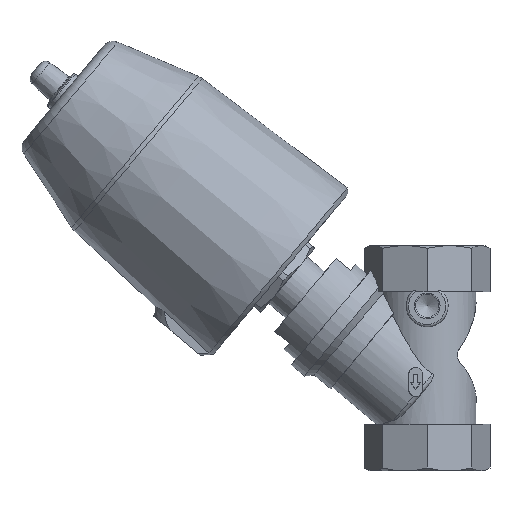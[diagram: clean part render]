
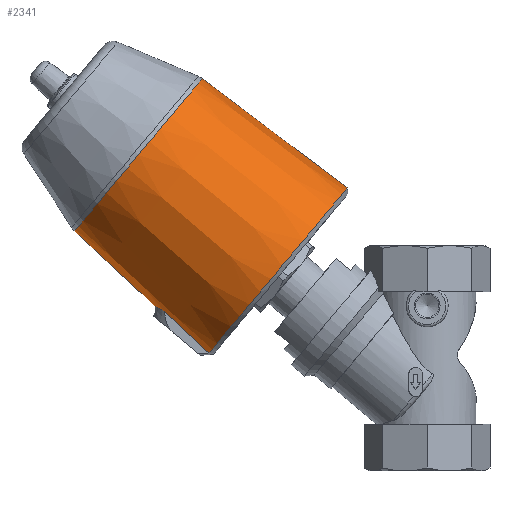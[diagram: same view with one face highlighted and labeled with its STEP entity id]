
A CAD part, left-side view. The second image highlights one B-rep face of the part: STEP entity #2341.
In plain terms, the highlighted conical face has half-angle 3 degrees and reference radius 42.811 mm.
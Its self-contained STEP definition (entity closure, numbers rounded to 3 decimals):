
#40=CONICAL_SURFACE('',#2601,42.811,0.052);
#473=B_SPLINE_CURVE_WITH_KNOTS('',3,(#4014,#4015,#4016,#4017,#4018,#4019,
#4020,#4021,#4022),.UNSPECIFIED.,.F.,.F.,(4,1,1,1,1,1,4),(0.,
0.003,0.006,0.011,0.017,
0.02,0.023),.UNSPECIFIED.);
#475=B_SPLINE_CURVE_WITH_KNOTS('',3,(#4034,#4035,#4036,#4037),
 .UNSPECIFIED.,.F.,.F.,(4,4),(0.001,0.028),
 .UNSPECIFIED.);
#476=B_SPLINE_CURVE_WITH_KNOTS('',3,(#4050,#4051,#4052,#4053),
 .UNSPECIFIED.,.F.,.F.,(4,4),(0.002,0.028),
 .UNSPECIFIED.);
#480=B_SPLINE_CURVE_WITH_KNOTS('',3,(#4105,#4106,#4107,#4108,#4109,#4110,
#4111,#4112,#4113,#4114,#4115,#4116,#4117,#4118,#4119,#4120,#4121,#4122,
#4123,#4124,#4125,#4126,#4127,#4128,#4129,#4130,#4131,#4132,#4133,#4134,
#4135,#4136,#4137,#4138,#4139,#4140,#4141,#4142,#4143,#4144,#4145,#4146,
#4147,#4148,#4149,#4150,#4151,#4152,#4153,#4154,#4155,#4156),
 .UNSPECIFIED.,.F.,.F.,(4,1,1,1,1,1,1,1,1,1,1,1,1,1,1,1,1,1,1,1,1,1,1,1,
1,1,1,1,1,1,1,1,1,1,1,1,1,1,1,1,1,1,1,1,1,1,1,1,1,4),(0.157,
0.166,0.17,0.174,0.183,
0.191,0.2,0.209,0.217,
0.221,0.226,0.23,0.234,
0.239,0.243,0.247,0.251,
0.256,0.26,0.264,0.269,
0.277,0.286,0.294,0.298,
0.303,0.307,0.311,0.32,
0.328,0.337,0.341,0.346,
0.35,0.354,0.358,0.363,0.367,
0.371,0.376,0.38,0.384,
0.388,0.393,0.397,0.401,
0.406,0.414,0.423,0.431),
 .UNSPECIFIED.);
#773=ORIENTED_EDGE('',*,*,#1348,.T.);
#774=ORIENTED_EDGE('',*,*,#1352,.T.);
#775=ORIENTED_EDGE('',*,*,#1380,.T.);
#776=ORIENTED_EDGE('',*,*,#1359,.F.);
#777=ORIENTED_EDGE('',*,*,#1392,.T.);
#1348=EDGE_CURVE('',#1663,#1665,#473,.T.);
#1352=EDGE_CURVE('',#1665,#1669,#475,.T.);
#1359=EDGE_CURVE('',#1663,#1675,#476,.T.);
#1380=EDGE_CURVE('',#1669,#1675,#480,.T.);
#1392=EDGE_CURVE('',#1695,#1695,#1854,.T.);
#1663=VERTEX_POINT('',#4005);
#1665=VERTEX_POINT('',#4013);
#1669=VERTEX_POINT('',#4033);
#1675=VERTEX_POINT('',#4054);
#1695=VERTEX_POINT('',#4194);
#1854=CIRCLE('',#2600,42.811);
#1948=EDGE_LOOP('',(#773,#774,#775,#776));
#1949=EDGE_LOOP('',(#777));
#2140=FACE_BOUND('',#1948,.T.);
#2141=FACE_BOUND('',#1949,.T.);
#2341=ADVANCED_FACE('',(#2140,#2141),#40,.T.);
#2600=AXIS2_PLACEMENT_3D('',#4193,#3062,#3063);
#2601=AXIS2_PLACEMENT_3D('',#4195,#3064,#3065);
#3062=DIRECTION('',(0.643,-0.766,0.));
#3063=DIRECTION('',(0.766,0.643,0.));
#3064=DIRECTION('',(0.643,-0.766,0.));
#3065=DIRECTION('',(0.766,0.643,0.));
#4005=CARTESIAN_POINT('',(-68.625,113.08,10.));
#4013=CARTESIAN_POINT('',(-68.625,113.08,-10.));
#4014=CARTESIAN_POINT('',(-68.625,113.08,10.));
#4015=CARTESIAN_POINT('',(-69.003,113.69,9.376));
#4016=CARTESIAN_POINT('',(-69.638,114.786,7.991));
#4017=CARTESIAN_POINT('',(-70.529,116.479,4.692));
#4018=CARTESIAN_POINT('',(-70.944,117.376,-0.006));
#4019=CARTESIAN_POINT('',(-70.526,116.473,-4.709));
#4020=CARTESIAN_POINT('',(-69.635,114.78,-7.997));
#4021=CARTESIAN_POINT('',(-69.003,113.69,-9.375));
#4022=CARTESIAN_POINT('',(-68.625,113.08,-10.));
#4033=CARTESIAN_POINT('',(-50.755,93.966,-10.));
#4034=CARTESIAN_POINT('',(-68.625,113.08,-10.));
#4035=CARTESIAN_POINT('',(-62.668,106.708,-10.));
#4036=CARTESIAN_POINT('',(-56.711,100.337,-10.));
#4037=CARTESIAN_POINT('',(-50.755,93.966,-10.));
#4050=CARTESIAN_POINT('',(-68.625,113.08,10.));
#4051=CARTESIAN_POINT('',(-62.668,106.708,10.));
#4052=CARTESIAN_POINT('',(-56.711,100.337,10.));
#4053=CARTESIAN_POINT('',(-50.755,93.966,10.));
#4054=CARTESIAN_POINT('',(-50.755,93.966,10.));
#4105=CARTESIAN_POINT('',(-50.755,93.966,-10.));
#4106=CARTESIAN_POINT('',(-51.225,93.571,-12.81));
#4107=CARTESIAN_POINT('',(-52.215,92.741,-16.886));
#4108=CARTESIAN_POINT('',(-54.087,91.17,-22.045));
#4109=CARTESIAN_POINT('',(-56.347,89.273,-27.022));
#4110=CARTESIAN_POINT('',(-59.731,86.434,-32.577));
#4111=CARTESIAN_POINT('',(-64.758,82.216,-38.287));
#4112=CARTESIAN_POINT('',(-70.385,77.494,-42.622));
#4113=CARTESIAN_POINT('',(-76.643,72.243,-45.607));
#4114=CARTESIAN_POINT('',(-82.005,67.744,-46.789));
#4115=CARTESIAN_POINT('',(-86.436,64.026,-46.966));
#4116=CARTESIAN_POINT('',(-89.708,61.28,-46.7));
#4117=CARTESIAN_POINT('',(-92.94,58.569,-46.052));
#4118=CARTESIAN_POINT('',(-96.135,55.888,-45.016));
#4119=CARTESIAN_POINT('',(-99.267,53.259,-43.589));
#4120=CARTESIAN_POINT('',(-102.243,50.762,-41.818));
#4121=CARTESIAN_POINT('',(-105.085,48.378,-39.705));
#4122=CARTESIAN_POINT('',(-107.801,46.098,-37.229));
#4123=CARTESIAN_POINT('',(-110.319,43.985,-34.45));
#4124=CARTESIAN_POINT('',(-112.613,42.06,-31.409));
#4125=CARTESIAN_POINT('',(-114.692,40.316,-28.104));
#4126=CARTESIAN_POINT('',(-117.176,38.232,-23.312));
#4127=CARTESIAN_POINT('',(-119.582,36.213,-16.937));
#4128=CARTESIAN_POINT('',(-121.392,34.694,-8.589));
#4129=CARTESIAN_POINT('',(-121.894,34.273,-1.427));
#4130=CARTESIAN_POINT('',(-121.689,34.445,4.327));
#4131=CARTESIAN_POINT('',(-121.239,34.823,8.564));
#4132=CARTESIAN_POINT('',(-120.492,35.45,12.754));
#4133=CARTESIAN_POINT('',(-119.094,36.623,18.232));
#4134=CARTESIAN_POINT('',(-116.691,38.639,24.598));
#4135=CARTESIAN_POINT('',(-112.704,41.985,31.574));
#4136=CARTESIAN_POINT('',(-108.715,45.332,36.393));
#4137=CARTESIAN_POINT('',(-105.083,48.379,39.707));
#4138=CARTESIAN_POINT('',(-102.23,50.773,41.827));
#4139=CARTESIAN_POINT('',(-99.254,53.27,43.595));
#4140=CARTESIAN_POINT('',(-96.152,55.873,45.01));
#4141=CARTESIAN_POINT('',(-92.929,58.578,46.056));
#4142=CARTESIAN_POINT('',(-89.693,61.292,46.702));
#4143=CARTESIAN_POINT('',(-86.43,64.031,46.965));
#4144=CARTESIAN_POINT('',(-83.126,66.803,46.836));
#4145=CARTESIAN_POINT('',(-79.845,69.556,46.31));
#4146=CARTESIAN_POINT('',(-76.65,72.237,45.404));
#4147=CARTESIAN_POINT('',(-73.527,74.858,44.126));
#4148=CARTESIAN_POINT('',(-70.462,77.429,42.453));
#4149=CARTESIAN_POINT('',(-67.56,79.865,40.441));
#4150=CARTESIAN_POINT('',(-64.824,82.161,38.105));
#4151=CARTESIAN_POINT('',(-62.249,84.321,35.445));
#4152=CARTESIAN_POINT('',(-59.045,87.009,31.451));
#4153=CARTESIAN_POINT('',(-55.662,89.848,25.897));
#4154=CARTESIAN_POINT('',(-52.53,92.476,18.217));
#4155=CARTESIAN_POINT('',(-51.222,93.574,12.794));
#4156=CARTESIAN_POINT('',(-50.755,93.966,10.));
#4193=CARTESIAN_POINT('',(-136.077,124.354,0.));
#4194=CARTESIAN_POINT('',(-103.282,151.873,0.));
#4195=CARTESIAN_POINT('',(-136.077,124.354,0.));
